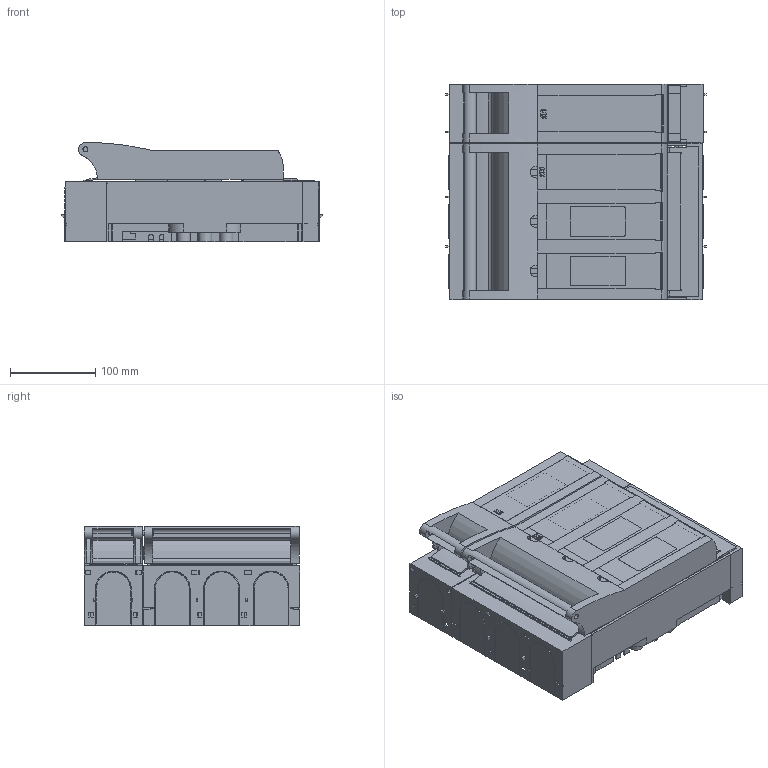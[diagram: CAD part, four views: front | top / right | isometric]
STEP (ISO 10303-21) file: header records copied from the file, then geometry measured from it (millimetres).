
FILE_DESCRIPTION((''),'2;1');
FILE_NAME('KETO-1-4_F_ASM','2021-03-29T',('marketing.praksa'),('Audax d.o.o.'),'CREO PARAMETRIC BY PTC INC, 2017480','CREO PARAMETRIC BY PTC INC, 2017480','');
FILE_SCHEMA(('AUTOMOTIVE_DESIGN { 1 0 10303 214 1 1 1 1 }'));
Products named in the file (33): 68369_ZYLINDERSTIFT_ISO_8734__1; 31916_VERBINDUNGSCLIP_1_2; 85915_ISOLIERH_X2_00FC_X0_LSE; 68366_ZYLINDERSTIFT_ISO_8734__3; 85916_RASTNIET_1_2; 34225_L_GEHAEUSE_GR1_1_1; 158634_L_ANSCHLUSSLASCHE_GR1__1; 34227_L_SCHUTZABDECKUNG_GR1_O_2; 34228_L_SCHUTZABDECKUNG_GR1_U_3; 34202_L_FRONTPLATTE_GR1_1_1; ETI_LOGO_1_1_1_1_1_1_1_2_3_4_21; ETI_LOGO_2_1_1_1_1_1_1_2_3_4_21; ETI_LOGO_3_1_1_1_1_1_1_2_3_4_21; 34208_L_SCHEIBE_GR_1_1_2_1; 3P1_POKROV_1; ASM0090_ASM_1_ASM; 66113_SECHSKANTMUTTER_DIN934__4; 65746_SECHSKANTSCHRAUBE_M10X2_4; 66903_SPANNSCHEIBE_DIN6796_-1_4; KETO-1-3_F_ASM_1_ASM; KVL-1_3P_M10-M10_ASM; 158634_L_ANSCHLUSSLASCHE_GR1__5; 34221_L01_SCHUTZABDECKUNG_OBE_3; 34220_L02_GEHAEUSE_GR_1_1-POL_3; 34222_L_SCHUTZABDECKUNG_UNTEN_3; 34201_L_FRONTPLATTE_GR1_1-POL_7; ETI_LOGO_1_1_1_1_1_1_1_2_3_4_22; ETI_LOGO_2_1_1_1_1_1_1_2_3_4_22; ETI_LOGO_3_1_1_1_1_1_1_2_3_4_22; 34208_L01_SCHEIBE_GR1_1_1_1; KETO-1-1_F_ASM_1_ASM; ASM0093_ASM; KETO-1-4_F_ASM
Assembly tree (60 placements, depth 5):
  KETO-1-4_F_ASM
    68369_ZYLINDERSTIFT_ISO_8734__1
    31916_VERBINDUNGSCLIP_1_2  x2
    85915_ISOLIERH_X2_00FC_X0_LSE  x2
    68366_ZYLINDERSTIFT_ISO_8734__3  x2
    85916_RASTNIET_1_2  x4
    KVL-1_3P_M10-M10_ASM
      KETO-1-3_F_ASM_1_ASM
        34225_L_GEHAEUSE_GR1_1_1
        158634_L_ANSCHLUSSLASCHE_GR1__1  x6
        34227_L_SCHUTZABDECKUNG_GR1_O_2
        34228_L_SCHUTZABDECKUNG_GR1_U_3
        ASM0090_ASM_1_ASM
          34202_L_FRONTPLATTE_GR1_1_1
          ETI_LOGO_1_1_1_1_1_1_1_2_3_4_21
          ETI_LOGO_2_1_1_1_1_1_1_2_3_4_21
          ETI_LOGO_3_1_1_1_1_1_1_2_3_4_21
          34208_L_SCHEIBE_GR_1_1_2_1  x2
          3P1_POKROV_1
        66113_SECHSKANTMUTTER_DIN934__4  x6
        65746_SECHSKANTSCHRAUBE_M10X2_4  x6
        66903_SPANNSCHEIBE_DIN6796_-1_4  x6
    ASM0093_ASM
      KETO-1-1_F_ASM_1_ASM
        158634_L_ANSCHLUSSLASCHE_GR1__5  x2
        34221_L01_SCHUTZABDECKUNG_OBE_3
        34220_L02_GEHAEUSE_GR_1_1-POL_3
        34222_L_SCHUTZABDECKUNG_UNTEN_3
        34201_L_FRONTPLATTE_GR1_1-POL_7
        ETI_LOGO_1_1_1_1_1_1_1_2_3_4_22
        ETI_LOGO_2_1_1_1_1_1_1_2_3_4_22
        ETI_LOGO_3_1_1_1_1_1_1_2_3_4_22
        34208_L01_SCHEIBE_GR1_1_1_1
Bounding box: 305.75 x 253 x 116.3 mm (x, y, z)
Volume: 2648824.5 mm3; surface area: 1050067.8 mm2
Topology: 55 solids, 55 shells, 3587 faces, 10548 edges, 6949 vertices
Faces by surface type: plane 2696, cylinder 633, cone 202, torus 32, sphere 16, bspline 8
Entity records: 116096 total; most frequent: CARTESIAN_POINT 17429, ORIENTED_EDGE 15732, DIRECTION 14284, PRESENTATION_STYLE_ASSIGNMENT 8005, STYLED_ITEM 8005, CURVE_STYLE 7866, EDGE_CURVE 7866, VECTOR 6398
